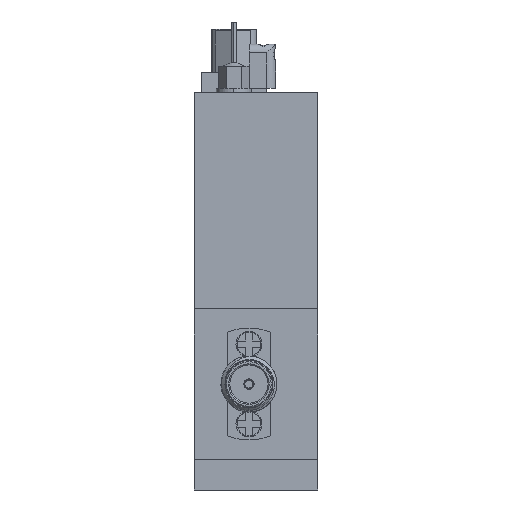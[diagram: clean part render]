
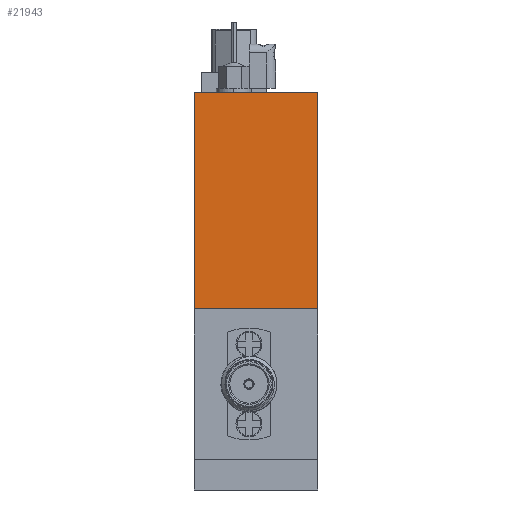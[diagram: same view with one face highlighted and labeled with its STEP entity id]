
A CAD part, left-side view. The second image highlights one B-rep face of the part: STEP entity #21943.
In plain terms, the highlighted planar face has unit normal (-1, 0, 0).
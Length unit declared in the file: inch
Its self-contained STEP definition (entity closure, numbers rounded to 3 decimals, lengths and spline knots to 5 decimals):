
#132 = EDGE_CURVE ( 'NONE', #14556, #15781, #19903, .T. ) ;
#319 = VERTEX_POINT ( 'NONE', #26002 ) ;
#528 = EDGE_CURVE ( 'NONE', #30493, #15781, #9561, .T. ) ;
#919 = CARTESIAN_POINT ( 'NONE',  ( -0.84646, 0.55118, -0.07874 ) ) ;
#1909 = CARTESIAN_POINT ( 'NONE',  ( -0.84646, 0.55118, -0.07874 ) ) ;
#3053 = ORIENTED_EDGE ( 'NONE', *, *, #528, .T. ) ;
#6295 = VECTOR ( 'NONE', #8553, 39.37008 ) ;
#7585 = DIRECTION ( 'NONE',  ( 0., -1., 0. ) ) ;
#8542 = EDGE_CURVE ( 'NONE', #319, #14556, #9675, .T. ) ;
#8553 = DIRECTION ( 'NONE',  ( 0., -1., 0. ) ) ;
#9561 = LINE ( 'NONE', #12227, #15379 ) ;
#9675 = LINE ( 'NONE', #19826, #30357 ) ;
#12227 = CARTESIAN_POINT ( 'NONE',  ( -0.84646, 0., -0.07874 ) ) ;
#12826 = CARTESIAN_POINT ( 'NONE',  ( -0.84646, 0.55118, 0.88583 ) ) ;
#14556 = VERTEX_POINT ( 'NONE', #12826 ) ;
#15379 = VECTOR ( 'NONE', #24971, 39.37008 ) ;
#15781 = VERTEX_POINT ( 'NONE', #22182 ) ;
#17329 = EDGE_CURVE ( 'NONE', #319, #30493, #28465, .T. ) ;
#18128 = DIRECTION ( 'NONE',  ( 1., 0., 0. ) ) ;
#19826 = CARTESIAN_POINT ( 'NONE',  ( -0.84646, 0.55118, -0.07874 ) ) ;
#19903 = LINE ( 'NONE', #32330, #23771 ) ;
#21622 = EDGE_LOOP ( 'NONE', ( #3053, #22338, #28514, #30120 ) ) ;
#21943 = ADVANCED_FACE ( 'NONE', ( #22178 ), #24796, .F. ) ;
#22178 = FACE_OUTER_BOUND ( 'NONE', #21622, .T. ) ;
#22182 = CARTESIAN_POINT ( 'NONE',  ( -0.84646, 0., 0.88583 ) ) ;
#22338 = ORIENTED_EDGE ( 'NONE', *, *, #132, .F. ) ;
#23771 = VECTOR ( 'NONE', #7585, 39.37008 ) ;
#24796 = PLANE ( 'NONE',  #27792 ) ;
#24956 = DIRECTION ( 'NONE',  ( 0., 0., -1. ) ) ;
#24971 = DIRECTION ( 'NONE',  ( 0., 0., 1. ) ) ;
#26002 = CARTESIAN_POINT ( 'NONE',  ( -0.84646, 0.55118, -0.07874 ) ) ;
#27792 = AXIS2_PLACEMENT_3D ( 'NONE', #1909, #18128, #24956 ) ;
#28406 = DIRECTION ( 'NONE',  ( 0., 0., 1. ) ) ;
#28465 = LINE ( 'NONE', #919, #6295 ) ;
#28514 = ORIENTED_EDGE ( 'NONE', *, *, #8542, .F. ) ;
#30120 = ORIENTED_EDGE ( 'NONE', *, *, #17329, .T. ) ;
#30357 = VECTOR ( 'NONE', #28406, 39.37008 ) ;
#30493 = VERTEX_POINT ( 'NONE', #31197 ) ;
#31197 = CARTESIAN_POINT ( 'NONE',  ( -0.84646, 0., -0.07874 ) ) ;
#32330 = CARTESIAN_POINT ( 'NONE',  ( -0.84646, 0.55118, 0.88583 ) ) ;
